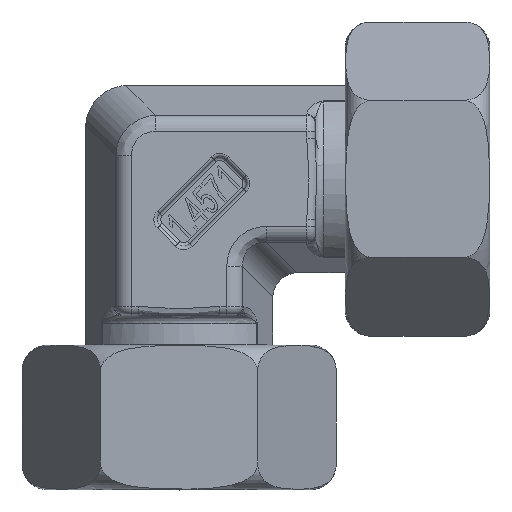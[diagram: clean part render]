
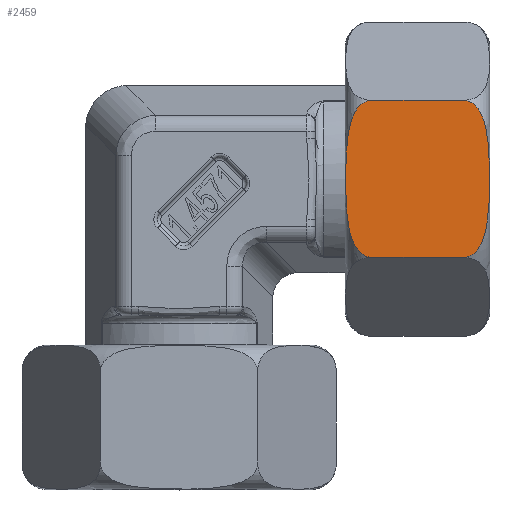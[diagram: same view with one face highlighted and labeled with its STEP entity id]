
A CAD part, top view. The second image highlights one B-rep face of the part: STEP entity #2459.
In plain terms, the highlighted planar face has unit normal (0, 0, 1).
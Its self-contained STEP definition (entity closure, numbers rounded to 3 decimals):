
#290=FACE_OUTER_BOUND('',#4078,.T.);
#934=LINE('',#16952,#1652);
#935=LINE('',#16956,#1653);
#1652=VECTOR('',#13352,1.);
#1653=VECTOR('',#13357,1.);
#2459=ADVANCED_FACE('',(#290),#3153,.F.);
#3153=PLANE('',#12460);
#4078=EDGE_LOOP('',(#5100,#5101,#5102,#5103));
#5100=ORIENTED_EDGE('',*,*,#9905,.T.);
#5101=ORIENTED_EDGE('',*,*,#9894,.T.);
#5102=ORIENTED_EDGE('',*,*,#9907,.T.);
#5103=ORIENTED_EDGE('',*,*,#9918,.T.);
#8686=VERTEX_POINT('',#16895);
#8687=VERTEX_POINT('',#16914);
#8695=VERTEX_POINT('',#16953);
#8696=VERTEX_POINT('',#16957);
#9894=EDGE_CURVE('',#8687,#8686,#11715,.T.);
#9905=EDGE_CURVE('',#8695,#8687,#934,.T.);
#9907=EDGE_CURVE('',#8686,#8696,#935,.T.);
#9918=EDGE_CURVE('',#8696,#8695,#11719,.T.);
#11715=B_SPLINE_CURVE_WITH_KNOTS('',3,(#16896,#16897,#16898,#16899,#16900,
#16901,#16902,#16903,#16904,#16905,#16906,#16907,#16908,#16909,#16910,#16911,
#16912,#16913),.UNSPECIFIED.,.F.,.F.,(4,2,2,2,2,2,2,2,4),(0.,0.063,0.125,
0.25,0.5,0.75,0.875,0.938,1.),.UNSPECIFIED.);
#11719=B_SPLINE_CURVE_WITH_KNOTS('',3,(#17010,#17011,#17012,#17013,#17014,
#17015,#17016,#17017,#17018,#17019,#17020,#17021,#17022,#17023,#17024,#17025,
#17026,#17027),.UNSPECIFIED.,.F.,.F.,(4,2,2,2,2,2,2,2,4),(0.,0.063,
0.125,0.25,0.5,0.75,0.875,0.938,1.),.UNSPECIFIED.);
#12460=AXIS2_PLACEMENT_3D('',#17132,#13419,#13420);
#13352=DIRECTION('',(1.,0.,0.));
#13357=DIRECTION('',(-1.,0.,0.));
#13419=DIRECTION('',(0.,0.,-1.));
#13420=DIRECTION('',(0.,-1.,0.));
#16895=CARTESIAN_POINT('',(33.53,9.215,16.));
#16896=CARTESIAN_POINT('',(33.53,-9.215,16.));
#16897=CARTESIAN_POINT('',(33.973,-9.215,16.));
#16898=CARTESIAN_POINT('',(34.391,-9.007,16.));
#16899=CARTESIAN_POINT('',(35.04,-8.423,16.));
#16900=CARTESIAN_POINT('',(35.288,-8.051,16.));
#16901=CARTESIAN_POINT('',(35.874,-6.887,16.));
#16902=CARTESIAN_POINT('',(36.075,-6.026,16.));
#16903=CARTESIAN_POINT('',(36.472,-3.473,16.));
#16904=CARTESIAN_POINT('',(36.481,-1.731,16.));
#16905=CARTESIAN_POINT('',(36.481,1.726,16.));
#16906=CARTESIAN_POINT('',(36.475,3.454,16.));
#16907=CARTESIAN_POINT('',(36.074,6.034,16.));
#16908=CARTESIAN_POINT('',(35.869,6.898,16.));
#16909=CARTESIAN_POINT('',(35.288,8.051,16.));
#16910=CARTESIAN_POINT('',(35.042,8.422,16.));
#16911=CARTESIAN_POINT('',(34.39,9.008,16.));
#16912=CARTESIAN_POINT('',(33.973,9.215,16.));
#16913=CARTESIAN_POINT('',(33.53,9.215,16.));
#16914=CARTESIAN_POINT('',(33.53,-9.215,16.));
#16952=CARTESIAN_POINT('',(36.53,-9.215,16.));
#16953=CARTESIAN_POINT('',(22.53,-9.215,16.));
#16956=CARTESIAN_POINT('',(36.53,9.215,16.));
#16957=CARTESIAN_POINT('',(22.53,9.215,16.));
#17010=CARTESIAN_POINT('',(22.53,9.215,16.));
#17011=CARTESIAN_POINT('',(22.086,9.215,16.));
#17012=CARTESIAN_POINT('',(21.668,9.007,16.));
#17013=CARTESIAN_POINT('',(21.019,8.423,16.));
#17014=CARTESIAN_POINT('',(20.771,8.051,16.));
#17015=CARTESIAN_POINT('',(20.185,6.887,16.));
#17016=CARTESIAN_POINT('',(19.984,6.026,16.));
#17017=CARTESIAN_POINT('',(19.587,3.473,16.));
#17018=CARTESIAN_POINT('',(19.578,1.731,16.));
#17019=CARTESIAN_POINT('',(19.578,-1.726,16.));
#17020=CARTESIAN_POINT('',(19.584,-3.454,16.));
#17021=CARTESIAN_POINT('',(19.985,-6.034,16.));
#17022=CARTESIAN_POINT('',(20.19,-6.898,16.));
#17023=CARTESIAN_POINT('',(20.771,-8.051,16.));
#17024=CARTESIAN_POINT('',(21.018,-8.422,16.));
#17025=CARTESIAN_POINT('',(21.669,-9.008,16.));
#17026=CARTESIAN_POINT('',(22.086,-9.215,16.));
#17027=CARTESIAN_POINT('',(22.53,-9.215,16.));
#17132=CARTESIAN_POINT('',(11.53,-9.238,16.));
